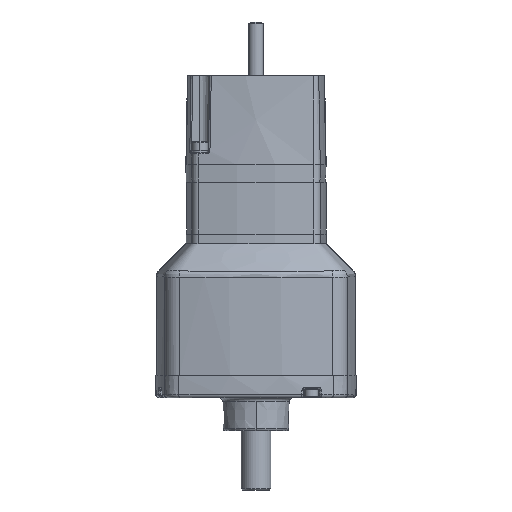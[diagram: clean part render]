
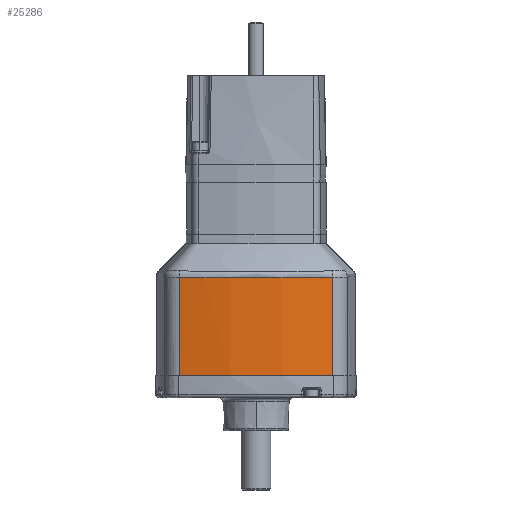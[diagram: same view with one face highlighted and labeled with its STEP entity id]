
A CAD part, front view. The second image highlights one B-rep face of the part: STEP entity #25286.
In plain terms, the highlighted cylindrical face has radius 148.082 mm (diameter 296.164 mm), a partial arc.
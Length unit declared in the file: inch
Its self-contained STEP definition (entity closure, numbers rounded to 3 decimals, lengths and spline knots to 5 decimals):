
#1530 = CARTESIAN_POINT ( 'NONE',  ( 0.43394, -1.67993, -0.56155 ) ) ;
#1764 = CARTESIAN_POINT ( 'NONE',  ( -1.29084, -1.5473, -0.56251 ) ) ;
#2454 = ORIENTED_EDGE ( 'NONE', *, *, #18965, .T. ) ;
#2783 = VERTEX_POINT ( 'NONE', #40638 ) ;
#2914 = ORIENTED_EDGE ( 'NONE', *, *, #18325, .T. ) ;
#6109 = CARTESIAN_POINT ( 'NONE',  ( 0., 4.138, -2.225 ) ) ;
#7039 = CARTESIAN_POINT ( 'NONE',  ( -0.21725, -1.69199, -0.56146 ) ) ;
#7066 = EDGE_CURVE ( 'NONE', #18625, #2783, #44521, .T. ) ;
#11269 = DIRECTION ( 'NONE',  ( -1., 0., 0. ) ) ;
#11674 = DIRECTION ( 'NONE',  ( -1., 0., 0. ) ) ;
#12367 = CARTESIAN_POINT ( 'NONE',  ( 1.27082, -1.55181, -0.56238 ) ) ;
#12609 = CARTESIAN_POINT ( 'NONE',  ( -0.75955, -1.64334, -0.56178 ) ) ;
#17977 = CARTESIAN_POINT ( 'NONE',  ( 1.20404, -1.56643, -0.56228 ) ) ;
#18215 = CARTESIAN_POINT ( 'NONE',  ( -1.02971, -1.6006, -0.56204 ) ) ;
#18325 = EDGE_CURVE ( 'NONE', #52640, #2783, #52464, .T. ) ;
#18625 = VERTEX_POINT ( 'NONE', #32322 ) ;
#18965 = EDGE_CURVE ( 'NONE', #56191, #52640, #50113, .T. ) ;
#20518 = ORIENTED_EDGE ( 'NONE', *, *, #7066, .F. ) ;
#23412 = ORIENTED_EDGE ( 'NONE', *, *, #42444, .F. ) ;
#23549 = CARTESIAN_POINT ( 'NONE',  ( 1.08348, -1.5907, -0.56211 ) ) ;
#23795 = CARTESIAN_POINT ( 'NONE',  ( -1.16388, -1.57471, -0.56222 ) ) ;
#25286 = ADVANCED_FACE ( 'NONE', ( #25506 ), #53230, .T. ) ;
#25506 = FACE_OUTER_BOUND ( 'NONE', #37528, .T. ) ;
#28822 = CARTESIAN_POINT ( 'NONE',  ( 1.28417, -1.54881, -0.5624 ) ) ;
#29066 = CARTESIAN_POINT ( 'NONE',  ( 0.868, -1.62728, -0.56187 ) ) ;
#29307 = CARTESIAN_POINT ( 'NONE',  ( -1.2508, -1.55627, -0.56235 ) ) ;
#32322 = CARTESIAN_POINT ( 'NONE',  ( 1.2975, -1.54578, -2.225 ) ) ;
#33326 = DIRECTION ( 'NONE',  ( 0., 0., -1. ) ) ;
#34632 = CARTESIAN_POINT ( 'NONE',  ( 0.70542, -1.64942, -0.56174 ) ) ;
#34877 = CARTESIAN_POINT ( 'NONE',  ( -1.28417, -1.54881, -0.5624 ) ) ;
#35956 = VECTOR ( 'NONE', #49889, 39.37008 ) ;
#37528 = EDGE_LOOP ( 'NONE', ( #20518, #23412, #2454, #2914 ) ) ;
#40204 = CARTESIAN_POINT ( 'NONE',  ( 0.21682, -1.69201, -0.56146 ) ) ;
#40444 = CARTESIAN_POINT ( 'NONE',  ( -1.2975, -1.54578, -0.56299 ) ) ;
#40638 = CARTESIAN_POINT ( 'NONE',  ( -1.2975, -1.54578, -2.225 ) ) ;
#42444 = EDGE_CURVE ( 'NONE', #56191, #18625, #51320, .T. ) ;
#44075 = AXIS2_PLACEMENT_3D ( 'NONE', #50043, #33326, #11269 ) ;
#44271 = CARTESIAN_POINT ( 'NONE',  ( -1.2975, -1.54578, 4.2837 ) ) ;
#44521 = CIRCLE ( 'NONE', #66177, 5.83 ) ;
#44742 = CARTESIAN_POINT ( 'NONE',  ( 1.2975, -1.54578, 4.2837 ) ) ;
#44852 = DIRECTION ( 'NONE',  ( 0., 0., -1. ) ) ;
#44965 = DIRECTION ( 'NONE',  ( 0., 0., -1. ) ) ;
#45535 = CARTESIAN_POINT ( 'NONE',  ( 1.2975, -1.54578, -0.56299 ) ) ;
#45773 = CARTESIAN_POINT ( 'NONE',  ( -0.43422, -1.6799, -0.56155 ) ) ;
#48641 = CARTESIAN_POINT ( 'NONE',  ( 1.2975, -1.54578, -0.56299 ) ) ;
#49889 = DIRECTION ( 'NONE',  ( 0., 0., -1. ) ) ;
#50043 = CARTESIAN_POINT ( 'NONE',  ( 0., 4.138, 4.2837 ) ) ;
#50113 = B_SPLINE_CURVE_WITH_KNOTS ( 'NONE', 3,
 ( #45535, #67556, #28822, #12367, #51130, #17977, #56742, #23549, #62251, #29066, #67801, #34632, #1530, #40204, #7039, #45773, #12609, #51375, #18215, #56977, #23795, #62489, #29307, #68045, #34877, #1764, #40444 ),
 .UNSPECIFIED., .F., .F.,
 ( 4, 2, 1, 1, 2, 1, 2, 2, 2, 2, 2, 2, 1, 1, 2, 4 ),
 ( 0., 0.00052, 0.00104, 0.00208, 0.00416, 0.00833, 0.01249, 0.01665, 0.03331, 0.04996, 0.05829, 0.06245, 0.06454, 0.06558, 0.0661, 0.06662 ),
 .UNSPECIFIED. ) ;
#51130 = CARTESIAN_POINT ( 'NONE',  ( 1.2508, -1.55627, -0.56235 ) ) ;
#51320 = LINE ( 'NONE', #44742, #66002 ) ;
#51375 = CARTESIAN_POINT ( 'NONE',  ( -0.86804, -1.62805, -0.56186 ) ) ;
#52464 = LINE ( 'NONE', #44271, #35956 ) ;
#52640 = VERTEX_POINT ( 'NONE', #57668 ) ;
#53230 = CYLINDRICAL_SURFACE ( 'NONE', #44075, 5.83 ) ;
#56191 = VERTEX_POINT ( 'NONE', #48641 ) ;
#56742 = CARTESIAN_POINT ( 'NONE',  ( 1.16389, -1.57471, -0.56222 ) ) ;
#56977 = CARTESIAN_POINT ( 'NONE',  ( -1.08346, -1.5907, -0.56211 ) ) ;
#57668 = CARTESIAN_POINT ( 'NONE',  ( -1.2975, -1.54578, -0.56299 ) ) ;
#62251 = CARTESIAN_POINT ( 'NONE',  ( 0.97601, -1.6105, -0.56198 ) ) ;
#62489 = CARTESIAN_POINT ( 'NONE',  ( -1.20404, -1.56643, -0.56228 ) ) ;
#66002 = VECTOR ( 'NONE', #44965, 39.37008 ) ;
#66177 = AXIS2_PLACEMENT_3D ( 'NONE', #6109, #44852, #11674 ) ;
#67556 = CARTESIAN_POINT ( 'NONE',  ( 1.29084, -1.5473, -0.56251 ) ) ;
#67801 = CARTESIAN_POINT ( 'NONE',  ( 0.75973, -1.64254, -0.56178 ) ) ;
#68045 = CARTESIAN_POINT ( 'NONE',  ( -1.27082, -1.55181, -0.56238 ) ) ;
